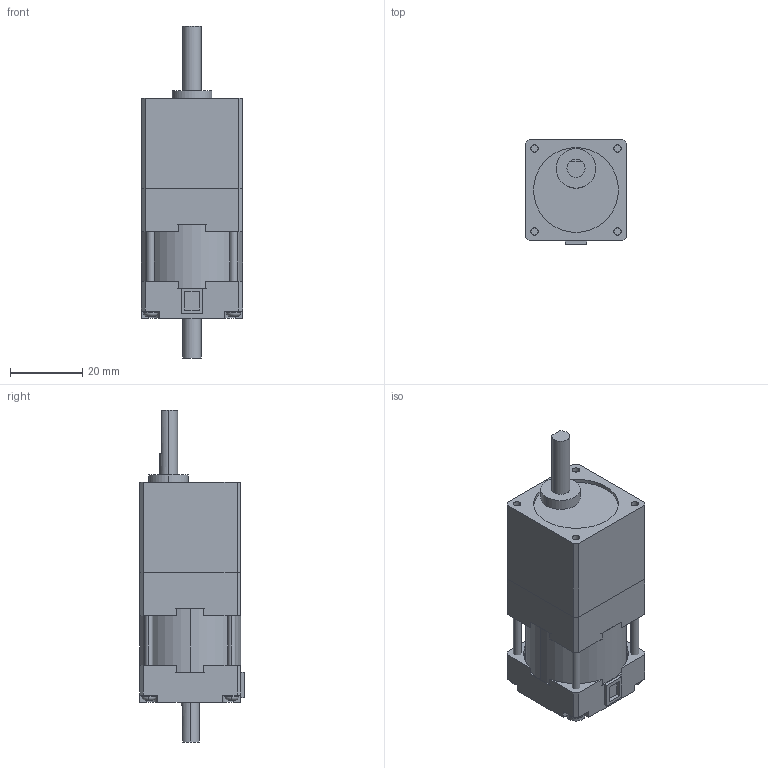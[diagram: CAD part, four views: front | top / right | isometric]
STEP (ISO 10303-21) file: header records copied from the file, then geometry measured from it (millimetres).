
FILE_DESCRIPTION (( 'STEP AP214' ), '1' );
FILE_NAME ('PEE533BMGXX.STEP', '2015-01-19T08:13:42', ( 'j' ), ( '' ), 'SwSTEP 2.0', 'SolidWorks 2011', '' );
FILE_SCHEMA (( 'AUTOMOTIVE_DESIGN' ));
Length unit declared in the file: millimetre
Products named in the file (1): PEE533BMGXX
Bounding box: 28 x 29 x 92 mm (x, y, z)
Volume: 45679.8 mm3; surface area: 14164.5 mm2
Topology: 5 solids, 5 shells, 160 faces, 370 edges, 244 vertices
Faces by surface type: plane 90, cylinder 62, torus 8
Entity records: 4736 total; most frequent: DIRECTION 836, CARTESIAN_POINT 775, ORIENTED_EDGE 740, EDGE_CURVE 370, AXIS2_PLACEMENT_3D 305, VERTEX_POINT 244, VECTOR 226, LINE 226
